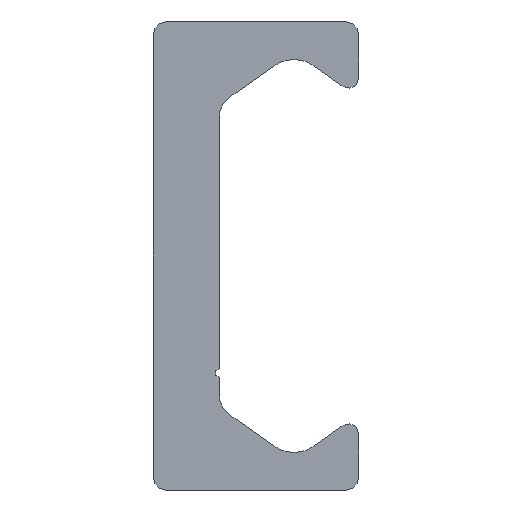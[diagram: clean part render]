
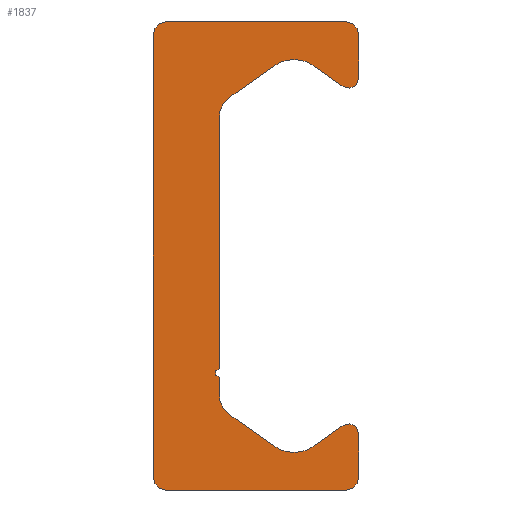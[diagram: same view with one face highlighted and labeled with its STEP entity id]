
A CAD part, left-side view. The second image highlights one B-rep face of the part: STEP entity #1837.
In plain terms, the highlighted planar face has unit normal (-1, 0, 0).
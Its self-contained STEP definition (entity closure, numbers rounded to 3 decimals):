
#1036=CARTESIAN_POINT('',(0.0,5.4,-14.));
#1037=VERTEX_POINT('',#1036);
#1044=CARTESIAN_POINT('',(0.0,6.15,-13.25));
#1045=VERTEX_POINT('',#1044);
#1046=CARTESIAN_POINT('',(0.0,5.4,-13.25));
#1047=DIRECTION('',(1.0,0.0,0.0));
#1048=DIRECTION('',(0.0,0.0,-1.0));
#1049=AXIS2_PLACEMENT_3D('',#1046,#1047,#1048);
#1050=CIRCLE('',#1049,0.75);
#1051=EDGE_CURVE('',#1037,#1045,#1050,.T.);
#1075=CARTESIAN_POINT('',(0.0,-5.4,-14.));
#1076=VERTEX_POINT('',#1075);
#1083=CARTESIAN_POINT('',(0.0,-5.4,-14.));
#1084=DIRECTION('',(0.0,1.0,0.0));
#1085=VECTOR('',#1084,10.8);
#1086=LINE('',#1083,#1085);
#1087=EDGE_CURVE('',#1076,#1037,#1086,.T.);
#1107=CARTESIAN_POINT('',(0.0,-6.15,-13.25));
#1108=VERTEX_POINT('',#1107);
#1115=CARTESIAN_POINT('',(0.0,-5.4,-13.25));
#1116=DIRECTION('',(1.0,0.0,0.0));
#1117=DIRECTION('',(0.0,-1.0,0.0));
#1118=AXIS2_PLACEMENT_3D('',#1115,#1116,#1117);
#1119=CIRCLE('',#1118,0.75);
#1120=EDGE_CURVE('',#1108,#1076,#1119,.T.);
#1139=CARTESIAN_POINT('',(0.0,-6.15,-10.63));
#1140=VERTEX_POINT('',#1139);
#1147=CARTESIAN_POINT('',(0.0,-6.15,-10.63));
#1148=DIRECTION('',(0.0,0.0,-1.0));
#1149=VECTOR('',#1148,2.62);
#1150=LINE('',#1147,#1149);
#1151=EDGE_CURVE('',#1140,#1108,#1150,.T.);
#1171=CARTESIAN_POINT('',(0.0,-5.206,-10.139));
#1172=VERTEX_POINT('',#1171);
#1179=CARTESIAN_POINT('',(0.0,-5.55,-10.63));
#1180=DIRECTION('',(1.0,0.0,0.0));
#1181=DIRECTION('',(0.0,0.574,0.819));
#1182=AXIS2_PLACEMENT_3D('',#1179,#1180,#1181);
#1183=CIRCLE('',#1182,0.6);
#1184=EDGE_CURVE('',#1172,#1140,#1183,.T.);
#1203=CARTESIAN_POINT('',(0.0,-3.417,-11.391));
#1204=VERTEX_POINT('',#1203);
#1211=CARTESIAN_POINT('',(0.0,-3.417,-11.391));
#1212=DIRECTION('',(0.0,-0.819,0.574));
#1213=VECTOR('',#1212,2.184);
#1214=LINE('',#1211,#1213);
#1215=EDGE_CURVE('',#1204,#1172,#1214,.T.);
#1235=CARTESIAN_POINT('',(0.0,-1.123,-11.391));
#1236=VERTEX_POINT('',#1235);
#1243=CARTESIAN_POINT('',(0.0,-2.27,-9.753));
#1244=DIRECTION('',(-1.0,0.0,0.0));
#1245=DIRECTION('',(0.0,0.574,0.819));
#1246=AXIS2_PLACEMENT_3D('',#1243,#1244,#1245);
#1247=CIRCLE('',#1246,2.0);
#1248=EDGE_CURVE('',#1236,#1204,#1247,.T.);
#1267=CARTESIAN_POINT('',(0.0,1.56,-9.512));
#1268=VERTEX_POINT('',#1267);
#1275=CARTESIAN_POINT('',(0.0,1.56,-9.512));
#1276=DIRECTION('',(0.0,-0.819,-0.574));
#1277=VECTOR('',#1276,3.276);
#1278=LINE('',#1275,#1277);
#1279=EDGE_CURVE('',#1268,#1236,#1278,.T.);
#1299=CARTESIAN_POINT('',(0.0,2.2,-8.283));
#1300=VERTEX_POINT('',#1299);
#1307=CARTESIAN_POINT('',(0.0,0.7,-8.283));
#1308=DIRECTION('',(-1.0,0.0,0.0));
#1309=DIRECTION('',(0.0,-0.574,0.819));
#1310=AXIS2_PLACEMENT_3D('',#1307,#1308,#1309);
#1311=CIRCLE('',#1310,1.5);
#1312=EDGE_CURVE('',#1300,#1268,#1311,.T.);
#1331=CARTESIAN_POINT('',(0.0,2.2,-7.25));
#1332=VERTEX_POINT('',#1331);
#1339=CARTESIAN_POINT('',(0.0,2.2,-7.25));
#1340=DIRECTION('',(0.0,0.0,-1.0));
#1341=VECTOR('',#1340,1.033);
#1342=LINE('',#1339,#1341);
#1343=EDGE_CURVE('',#1332,#1300,#1342,.T.);
#1363=CARTESIAN_POINT('',(0.0,2.2,-6.75));
#1364=VERTEX_POINT('',#1363);
#1371=CARTESIAN_POINT('',(0.0,2.2,-7.));
#1372=DIRECTION('',(-1.0,0.0,0.0));
#1373=DIRECTION('',(0.0,0.0,1.0));
#1374=AXIS2_PLACEMENT_3D('',#1371,#1372,#1373);
#1375=CIRCLE('',#1374,0.25);
#1376=EDGE_CURVE('',#1364,#1332,#1375,.T.);
#1395=CARTESIAN_POINT('',(0.0,2.2,8.283));
#1396=VERTEX_POINT('',#1395);
#1403=CARTESIAN_POINT('',(0.0,2.2,8.283));
#1404=DIRECTION('',(0.0,0.0,-1.0));
#1405=VECTOR('',#1404,15.033);
#1406=LINE('',#1403,#1405);
#1407=EDGE_CURVE('',#1396,#1364,#1406,.T.);
#1469=CARTESIAN_POINT('',(0.0,1.56,9.512));
#1470=VERTEX_POINT('',#1469);
#1477=CARTESIAN_POINT('',(0.0,0.7,8.283));
#1478=DIRECTION('',(-1.0,0.0,0.0));
#1479=DIRECTION('',(0.0,-1.0,0.0));
#1480=AXIS2_PLACEMENT_3D('',#1477,#1478,#1479);
#1481=CIRCLE('',#1480,1.5);
#1482=EDGE_CURVE('',#1470,#1396,#1481,.T.);
#1501=CARTESIAN_POINT('',(0.0,-1.123,11.391));
#1502=VERTEX_POINT('',#1501);
#1509=CARTESIAN_POINT('',(0.0,-1.123,11.391));
#1510=DIRECTION('',(0.0,0.819,-0.574));
#1511=VECTOR('',#1510,3.276);
#1512=LINE('',#1509,#1511);
#1513=EDGE_CURVE('',#1502,#1470,#1512,.T.);
#1533=CARTESIAN_POINT('',(0.0,-3.417,11.391));
#1534=VERTEX_POINT('',#1533);
#1541=CARTESIAN_POINT('',(0.0,-2.27,9.753));
#1542=DIRECTION('',(-1.0,0.0,0.0));
#1543=DIRECTION('',(0.0,-0.574,-0.819));
#1544=AXIS2_PLACEMENT_3D('',#1541,#1542,#1543);
#1545=CIRCLE('',#1544,2.0);
#1546=EDGE_CURVE('',#1534,#1502,#1545,.T.);
#1565=CARTESIAN_POINT('',(0.0,-5.206,10.139));
#1566=VERTEX_POINT('',#1565);
#1573=CARTESIAN_POINT('',(0.0,-5.206,10.139));
#1574=DIRECTION('',(0.0,0.819,0.574));
#1575=VECTOR('',#1574,2.184);
#1576=LINE('',#1573,#1575);
#1577=EDGE_CURVE('',#1566,#1534,#1576,.T.);
#1597=CARTESIAN_POINT('',(0.0,-6.15,10.63));
#1598=VERTEX_POINT('',#1597);
#1605=CARTESIAN_POINT('',(0.0,-5.55,10.63));
#1606=DIRECTION('',(1.0,0.0,0.0));
#1607=DIRECTION('',(0.0,-1.0,0.0));
#1608=AXIS2_PLACEMENT_3D('',#1605,#1606,#1607);
#1609=CIRCLE('',#1608,0.6);
#1610=EDGE_CURVE('',#1598,#1566,#1609,.T.);
#1629=CARTESIAN_POINT('',(0.0,-6.15,13.25));
#1630=VERTEX_POINT('',#1629);
#1637=CARTESIAN_POINT('',(0.0,-6.15,13.25));
#1638=DIRECTION('',(0.0,0.0,-1.0));
#1639=VECTOR('',#1638,2.62);
#1640=LINE('',#1637,#1639);
#1641=EDGE_CURVE('',#1630,#1598,#1640,.T.);
#1661=CARTESIAN_POINT('',(0.0,-5.4,14.));
#1662=VERTEX_POINT('',#1661);
#1669=CARTESIAN_POINT('',(0.0,-5.4,13.25));
#1670=DIRECTION('',(1.0,0.0,0.0));
#1671=DIRECTION('',(0.0,0.0,1.0));
#1672=AXIS2_PLACEMENT_3D('',#1669,#1670,#1671);
#1673=CIRCLE('',#1672,0.75);
#1674=EDGE_CURVE('',#1662,#1630,#1673,.T.);
#1693=CARTESIAN_POINT('',(0.0,5.4,14.));
#1694=VERTEX_POINT('',#1693);
#1701=CARTESIAN_POINT('',(0.0,5.4,14.));
#1702=DIRECTION('',(0.0,-1.0,0.0));
#1703=VECTOR('',#1702,10.8);
#1704=LINE('',#1701,#1703);
#1705=EDGE_CURVE('',#1694,#1662,#1704,.T.);
#1725=CARTESIAN_POINT('',(0.0,6.15,13.25));
#1726=VERTEX_POINT('',#1725);
#1733=CARTESIAN_POINT('',(0.0,5.4,13.25));
#1734=DIRECTION('',(1.0,0.0,0.0));
#1735=DIRECTION('',(0.0,1.0,0.0));
#1736=AXIS2_PLACEMENT_3D('',#1733,#1734,#1735);
#1737=CIRCLE('',#1736,0.75);
#1738=EDGE_CURVE('',#1726,#1694,#1737,.T.);
#1756=CARTESIAN_POINT('',(0.0,6.15,-13.25));
#1757=DIRECTION('',(0.0,0.0,1.0));
#1758=VECTOR('',#1757,26.5);
#1759=LINE('',#1756,#1758);
#1760=EDGE_CURVE('',#1045,#1726,#1759,.T.);
#1808=CARTESIAN_POINT('',(0.0,1.352,-0.021));
#1809=DIRECTION('',(1.0,0.0,0.0));
#1810=DIRECTION('',(0.0,0.0,-1.0));
#1811=AXIS2_PLACEMENT_3D('',#1808,#1809,#1810);
#1812=PLANE('',#1811);
#1813=ORIENTED_EDGE('',*,*,#1760,.F.);
#1814=ORIENTED_EDGE('',*,*,#1051,.F.);
#1815=ORIENTED_EDGE('',*,*,#1087,.F.);
#1816=ORIENTED_EDGE('',*,*,#1120,.F.);
#1817=ORIENTED_EDGE('',*,*,#1151,.F.);
#1818=ORIENTED_EDGE('',*,*,#1184,.F.);
#1819=ORIENTED_EDGE('',*,*,#1215,.F.);
#1820=ORIENTED_EDGE('',*,*,#1248,.F.);
#1821=ORIENTED_EDGE('',*,*,#1279,.F.);
#1822=ORIENTED_EDGE('',*,*,#1312,.F.);
#1823=ORIENTED_EDGE('',*,*,#1343,.F.);
#1824=ORIENTED_EDGE('',*,*,#1376,.F.);
#1825=ORIENTED_EDGE('',*,*,#1407,.F.);
#1826=ORIENTED_EDGE('',*,*,#1482,.F.);
#1827=ORIENTED_EDGE('',*,*,#1513,.F.);
#1828=ORIENTED_EDGE('',*,*,#1546,.F.);
#1829=ORIENTED_EDGE('',*,*,#1577,.F.);
#1830=ORIENTED_EDGE('',*,*,#1610,.F.);
#1831=ORIENTED_EDGE('',*,*,#1641,.F.);
#1832=ORIENTED_EDGE('',*,*,#1674,.F.);
#1833=ORIENTED_EDGE('',*,*,#1705,.F.);
#1834=ORIENTED_EDGE('',*,*,#1738,.F.);
#1835=EDGE_LOOP('',(#1813,#1814,#1815,#1816,#1817,#1818,#1819,#1820,#1821,#1822,#1823,#1824,#1825,#1826,#1827,#1828,#1829,#1830,#1831,#1832,#1833,#1834));
#1836=FACE_OUTER_BOUND('',#1835,.T.);
#1837=ADVANCED_FACE('',(#1836),#1812,.F.);
